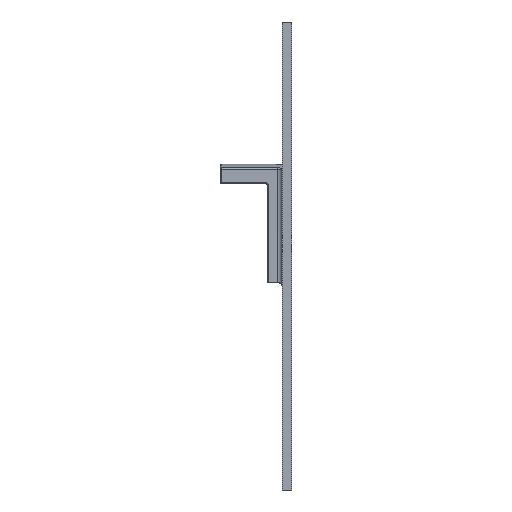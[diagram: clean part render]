
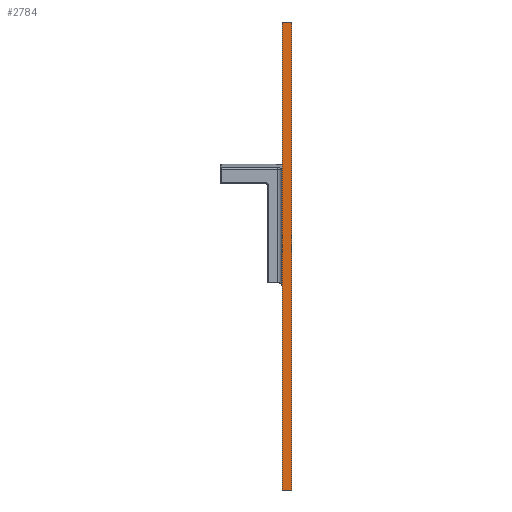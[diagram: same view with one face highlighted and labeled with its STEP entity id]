
A CAD part, left-side view. The second image highlights one B-rep face of the part: STEP entity #2784.
In plain terms, the highlighted planar face has unit normal (-1, 0, 0).
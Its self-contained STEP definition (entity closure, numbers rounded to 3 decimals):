
#16 = EDGE_LOOP ( 'NONE', ( #2763, #985, #2982, #3100 ) ) ;
#163 = CARTESIAN_POINT ( 'NONE',  ( -100., 0., 0. ) ) ;
#204 = LINE ( 'NONE', #163, #412 ) ;
#311 = VERTEX_POINT ( 'NONE', #1250 ) ;
#370 = AXIS2_PLACEMENT_3D ( 'NONE', #3782, #3185, #579 ) ;
#398 = LINE ( 'NONE', #2888, #1131 ) ;
#412 = VECTOR ( 'NONE', #1609, 1000. ) ;
#504 = CARTESIAN_POINT ( 'NONE',  ( -100., 4., -100. ) ) ;
#579 = DIRECTION ( 'NONE',  ( 0., 0., -1. ) ) ;
#969 = VERTEX_POINT ( 'NONE', #1515 ) ;
#985 = ORIENTED_EDGE ( 'NONE', *, *, #988, .F. ) ;
#988 = EDGE_CURVE ( 'NONE', #311, #1098, #398, .T. ) ;
#1004 = EDGE_CURVE ( 'NONE', #2140, #311, #2662, .T. ) ;
#1098 = VERTEX_POINT ( 'NONE', #3502 ) ;
#1131 = VECTOR ( 'NONE', #1999, 1000. ) ;
#1250 = CARTESIAN_POINT ( 'NONE',  ( -100., 4., 100. ) ) ;
#1314 = EDGE_CURVE ( 'NONE', #969, #1098, #204, .T. ) ;
#1515 = CARTESIAN_POINT ( 'NONE',  ( -100., 0., -100. ) ) ;
#1609 = DIRECTION ( 'NONE',  ( 0., 0., 1. ) ) ;
#1707 = CARTESIAN_POINT ( 'NONE',  ( -100., 4., 0. ) ) ;
#1720 = DIRECTION ( 'NONE',  ( 0., -1., 0. ) ) ;
#1776 = CARTESIAN_POINT ( 'NONE',  ( -100., 4., -100. ) ) ;
#1999 = DIRECTION ( 'NONE',  ( 0., -1., 0. ) ) ;
#2140 = VERTEX_POINT ( 'NONE', #504 ) ;
#2360 = LINE ( 'NONE', #1776, #3778 ) ;
#2426 = VECTOR ( 'NONE', #3772, 1000. ) ;
#2662 = LINE ( 'NONE', #1707, #2426 ) ;
#2763 = ORIENTED_EDGE ( 'NONE', *, *, #1314, .T. ) ;
#2784 = ADVANCED_FACE ( 'NONE', ( #3801 ), #2896, .F. ) ;
#2888 = CARTESIAN_POINT ( 'NONE',  ( -100., 4., 100. ) ) ;
#2896 = PLANE ( 'NONE',  #370 ) ;
#2982 = ORIENTED_EDGE ( 'NONE', *, *, #1004, .F. ) ;
#3100 = ORIENTED_EDGE ( 'NONE', *, *, #3351, .T. ) ;
#3185 = DIRECTION ( 'NONE',  ( 1., 0., 0. ) ) ;
#3351 = EDGE_CURVE ( 'NONE', #2140, #969, #2360, .T. ) ;
#3502 = CARTESIAN_POINT ( 'NONE',  ( -100., 0., 100. ) ) ;
#3772 = DIRECTION ( 'NONE',  ( 0., 0., 1. ) ) ;
#3778 = VECTOR ( 'NONE', #1720, 1000. ) ;
#3782 = CARTESIAN_POINT ( 'NONE',  ( -100., 4., 0. ) ) ;
#3801 = FACE_OUTER_BOUND ( 'NONE', #16, .T. ) ;
